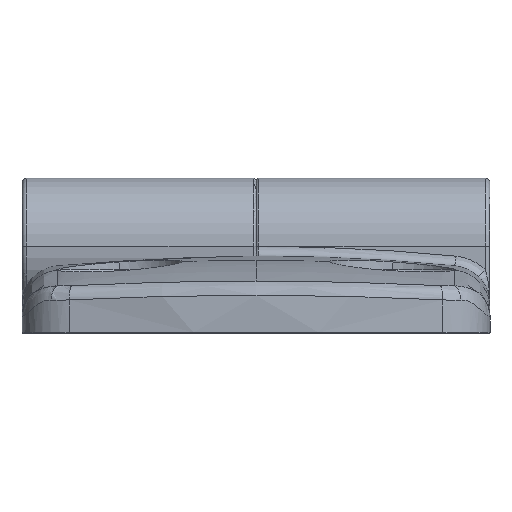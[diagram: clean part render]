
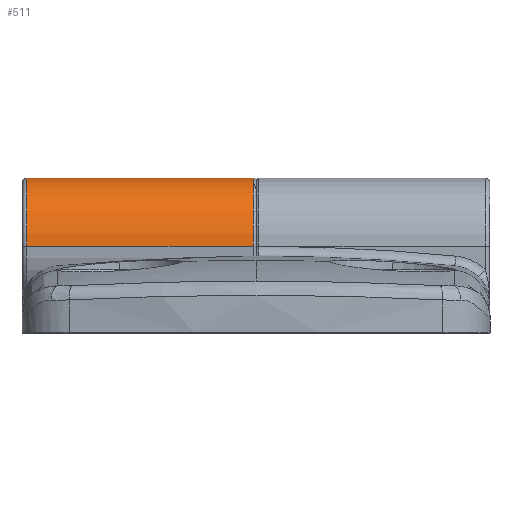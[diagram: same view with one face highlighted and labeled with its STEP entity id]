
A CAD part, top view. The second image highlights one B-rep face of the part: STEP entity #511.
In plain terms, the highlighted cylindrical face has radius 7 mm (diameter 14 mm), a partial arc.
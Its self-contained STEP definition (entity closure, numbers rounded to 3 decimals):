
#296 = VERTEX_POINT ( 'NONE', #3692 ) ;
#414 = ORIENTED_EDGE ( 'NONE', *, *, #2152, .F. ) ;
#511 = ADVANCED_FACE ( 'NONE', ( #3091 ), #1798, .T. ) ;
#1059 = ORIENTED_EDGE ( 'NONE', *, *, #1484, .F. ) ;
#1200 = CARTESIAN_POINT ( 'NONE',  ( 24., 8.9, -7. ) ) ;
#1219 = EDGE_CURVE ( 'NONE', #296, #1824, #5181, .T. ) ;
#1309 = VECTOR ( 'NONE', #4050, 1000. ) ;
#1377 = CARTESIAN_POINT ( 'NONE',  ( -23.5, 8.9, -7. ) ) ;
#1484 = EDGE_CURVE ( 'NONE', #4216, #296, #4364, .T. ) ;
#1798 = CYLINDRICAL_SURFACE ( 'NONE', #4340, 7. ) ;
#1824 = VERTEX_POINT ( 'NONE', #5000 ) ;
#2016 = CARTESIAN_POINT ( 'NONE',  ( 24., 8.9, 0. ) ) ;
#2152 = EDGE_CURVE ( 'NONE', #1824, #6586, #2158, .T. ) ;
#2158 = CIRCLE ( 'NONE', #4154, 7. ) ;
#2481 = EDGE_CURVE ( 'NONE', #4216, #6586, #5435, .T. ) ;
#2509 = DIRECTION ( 'NONE',  ( 1., 0., 0. ) ) ;
#2583 = DIRECTION ( 'NONE',  ( -1., 0., 0. ) ) ;
#2777 = AXIS2_PLACEMENT_3D ( 'NONE', #3642, #2509, #3699 ) ;
#3091 = FACE_OUTER_BOUND ( 'NONE', #4143, .T. ) ;
#3642 = CARTESIAN_POINT ( 'NONE',  ( -0.3, 8.9, 0. ) ) ;
#3692 = CARTESIAN_POINT ( 'NONE',  ( -0.3, 8.9, 7. ) ) ;
#3699 = DIRECTION ( 'NONE',  ( 0., 0., -1. ) ) ;
#4050 = DIRECTION ( 'NONE',  ( -1., 0., 0. ) ) ;
#4143 = EDGE_LOOP ( 'NONE', ( #4319, #1059, #6619, #414 ) ) ;
#4154 = AXIS2_PLACEMENT_3D ( 'NONE', #6757, #5620, #6197 ) ;
#4216 = VERTEX_POINT ( 'NONE', #6064 ) ;
#4319 = ORIENTED_EDGE ( 'NONE', *, *, #1219, .F. ) ;
#4340 = AXIS2_PLACEMENT_3D ( 'NONE', #2016, #2583, #4892 ) ;
#4364 = CIRCLE ( 'NONE', #2777, 7. ) ;
#4731 = VECTOR ( 'NONE', #6815, 1000. ) ;
#4892 = DIRECTION ( 'NONE',  ( 0., 0., 1. ) ) ;
#5000 = CARTESIAN_POINT ( 'NONE',  ( -23.5, 8.9, 7. ) ) ;
#5181 = LINE ( 'NONE', #6840, #4731 ) ;
#5435 = LINE ( 'NONE', #1200, #1309 ) ;
#5620 = DIRECTION ( 'NONE',  ( -1., 0., 0. ) ) ;
#6064 = CARTESIAN_POINT ( 'NONE',  ( -0.3, 8.9, -7. ) ) ;
#6197 = DIRECTION ( 'NONE',  ( 0., -1., 0. ) ) ;
#6586 = VERTEX_POINT ( 'NONE', #1377 ) ;
#6619 = ORIENTED_EDGE ( 'NONE', *, *, #2481, .T. ) ;
#6757 = CARTESIAN_POINT ( 'NONE',  ( -23.5, 8.9, 0. ) ) ;
#6815 = DIRECTION ( 'NONE',  ( -1., 0., 0. ) ) ;
#6840 = CARTESIAN_POINT ( 'NONE',  ( 24., 8.9, 7. ) ) ;
